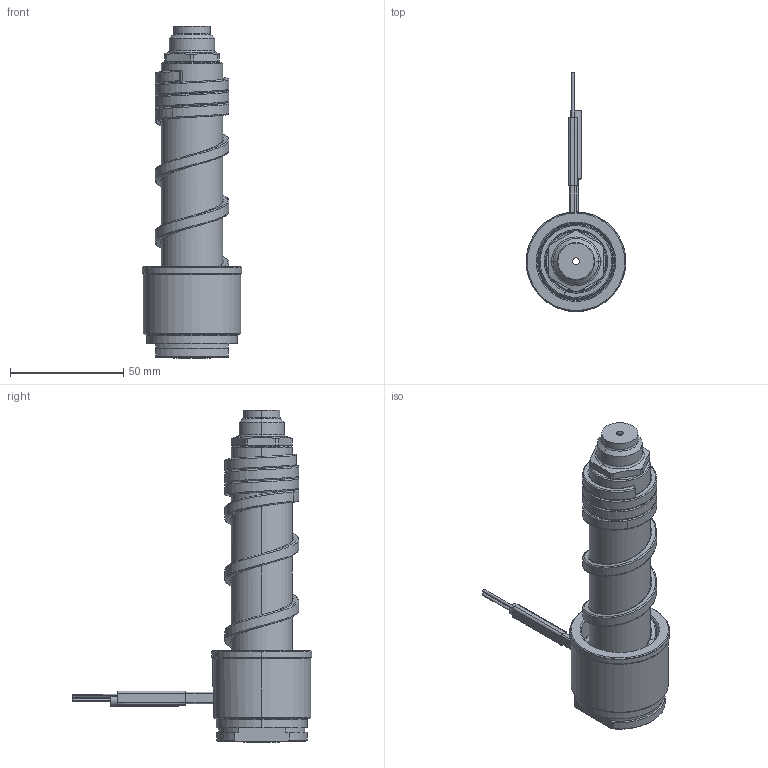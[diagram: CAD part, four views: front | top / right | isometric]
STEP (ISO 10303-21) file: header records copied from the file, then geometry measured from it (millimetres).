
FILE_DESCRIPTION((''),'2;1');
FILE_NAME('EL-146-AEM-N','2014-02-18T',('Íàòàëüÿ'),('IMID'),'PRO/ENGINEER BY PARAMETRIC TECHNOLOGY CORPORATION, 2010480','PRO/ENGINEER BY PARAMETRIC TECHNOLOGY CORPORATION, 2010480','');
FILE_SCHEMA(('CONFIG_CONTROL_DESIGN'));
Length unit declared in the file: millimetre
Products named in the file (1): EL-146-AEM-N
Bounding box: 44 x 105.5 x 146.3 mm (x, y, z)
Volume: 100745.6 mm3; surface area: 41897.6 mm2
Topology: 1 solids, 7 shells, 292 faces, 708 edges, 418 vertices
Faces by surface type: cylinder 90, bspline 53, cone 52, plane 51, torus 27, revolution 9, extrusion 8, sphere 2
Entity records: 16356 total; most frequent: CARTESIAN_POINT 9807, ORIENTED_EDGE 1376, DIRECTION 1299, EDGE_CURVE 700, AXIS2_PLACEMENT_3D 516, VERTEX_POINT 418, EDGE_LOOP 314, CIRCLE 293
